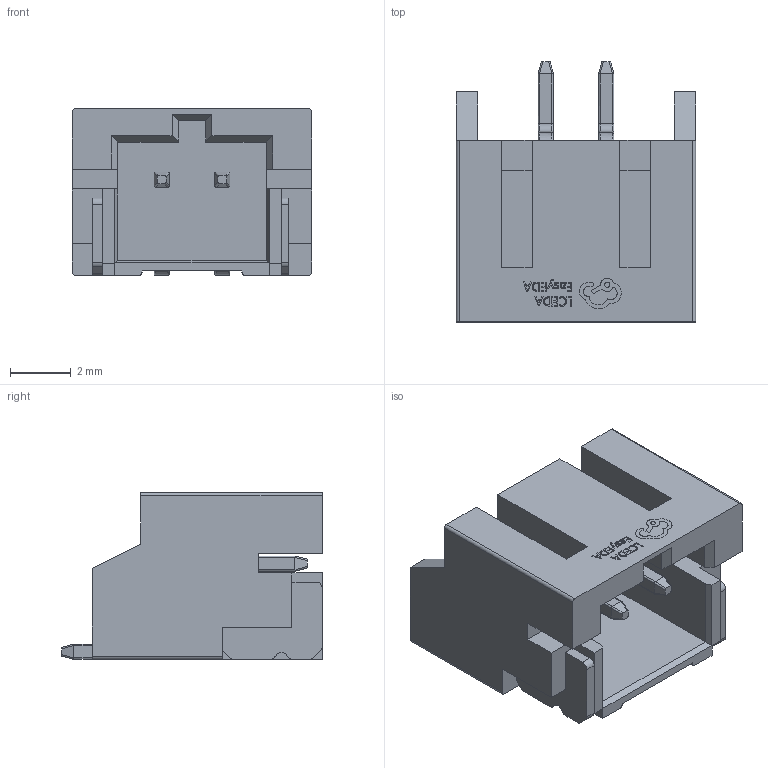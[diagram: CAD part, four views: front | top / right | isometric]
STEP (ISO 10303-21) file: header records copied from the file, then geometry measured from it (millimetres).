
FILE_DESCRIPTION (( 'STEP AP214' ), '1' );
FILE_NAME ('CONN-SMD_P2.00_S2B-PH-SM4-TB-LF-SN.step', '2023-08-02T01:35:09', ( '' ), ( '' ), 'SwSTEP 2.0', 'SolidWorks 2020', '' );
FILE_SCHEMA (( 'AUTOMOTIVE_DESIGN' ));
Length unit declared in the file: millimetre
Products named in the file (1): CONN-SMD_P2.00_S2B-PH-SM4-TB-LF-SN
Bounding box: 7.9 x 8.6 x 5.5 mm (x, y, z)
Volume: 141.8 mm3; surface area: 449.9 mm2
Topology: 3 solids, 3 shells, 468 faces, 1270 edges, 826 vertices
Faces by surface type: plane 281, bspline 122, cylinder 57, torus 8
Entity records: 21296 total; most frequent: CARTESIAN_POINT 5255, ORIENTED_EDGE 2540, DIRECTION 1750, EDGE_CURVE 1270, LINE 876, VECTOR 876, VERTEX_POINT 826, EDGE_LOOP 490
